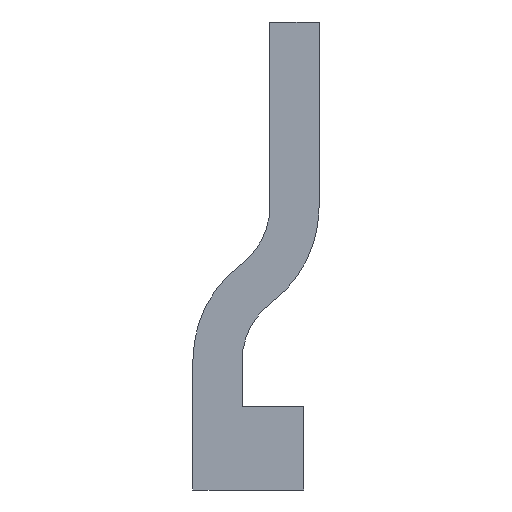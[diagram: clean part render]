
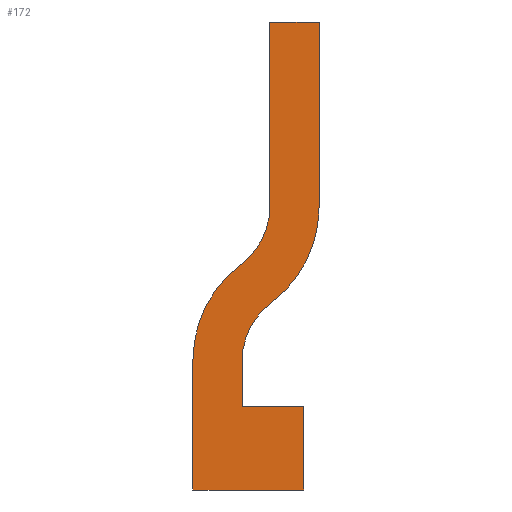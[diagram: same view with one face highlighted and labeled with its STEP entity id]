
A CAD part, front view. The second image highlights one B-rep face of the part: STEP entity #172.
In plain terms, the highlighted planar face has unit normal (0, -1, 0).
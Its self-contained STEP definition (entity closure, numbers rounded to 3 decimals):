
#4 = CARTESIAN_POINT ( 'NONE',  ( -36., 0., 0. ) ) ;
#10 = DIRECTION ( 'NONE',  ( 0., 1., 0. ) ) ;
#16 = DIRECTION ( 'NONE',  ( 0., 0., 1. ) ) ;
#17 = VECTOR ( 'NONE', #150, 1000. ) ;
#18 = VERTEX_POINT ( 'NONE', #143 ) ;
#20 = CARTESIAN_POINT ( 'NONE',  ( -11., 0., 92. ) ) ;
#22 = EDGE_CURVE ( 'NONE', #146, #253, #25, .T. ) ;
#25 = CIRCLE ( 'NONE', #70, 23.25 ) ;
#29 = LINE ( 'NONE', #34, #433 ) ;
#33 = CARTESIAN_POINT ( 'NONE',  ( -34.25, 0., 92. ) ) ;
#34 = CARTESIAN_POINT ( 'NONE',  ( -11., 0., 152. ) ) ;
#36 = CARTESIAN_POINT ( 'NONE',  ( -36., 0., 42. ) ) ;
#39 = EDGE_CURVE ( 'NONE', #75, #133, #460, .T. ) ;
#43 = LINE ( 'NONE', #395, #409 ) ;
#47 = AXIS2_PLACEMENT_3D ( 'NONE', #109, #408, #412 ) ;
#59 = ORIENTED_EDGE ( 'NONE', *, *, #300, .F. ) ;
#64 = VERTEX_POINT ( 'NONE', #228 ) ;
#66 = LINE ( 'NONE', #299, #17 ) ;
#70 = AXIS2_PLACEMENT_3D ( 'NONE', #33, #295, #71 ) ;
#71 = DIRECTION ( 'NONE',  ( 0., 0., -1. ) ) ;
#75 = VERTEX_POINT ( 'NONE', #4 ) ;
#77 = VECTOR ( 'NONE', #16, 1000. ) ;
#79 = EDGE_CURVE ( 'NONE', #360, #438, #29, .T. ) ;
#85 = ORIENTED_EDGE ( 'NONE', *, *, #39, .F. ) ;
#86 = CARTESIAN_POINT ( 'NONE',  ( -20., 0., 27. ) ) ;
#90 = VECTOR ( 'NONE', #282, 1000. ) ;
#91 = VERTEX_POINT ( 'NONE', #194 ) ;
#109 = CARTESIAN_POINT ( 'NONE',  ( -34.25, 0., 92. ) ) ;
#111 = LINE ( 'NONE', #86, #452 ) ;
#112 = EDGE_CURVE ( 'NONE', #91, #336, #339, .T. ) ;
#125 = EDGE_CURVE ( 'NONE', #472, #64, #66, .T. ) ;
#130 = EDGE_CURVE ( 'NONE', #133, #146, #422, .T. ) ;
#131 = DIRECTION ( 'NONE',  ( 0., 0., -1. ) ) ;
#133 = VERTEX_POINT ( 'NONE', #36 ) ;
#137 = LINE ( 'NONE', #396, #90 ) ;
#143 = CARTESIAN_POINT ( 'NONE',  ( 0., 0., 0. ) ) ;
#146 = VERTEX_POINT ( 'NONE', #262 ) ;
#150 = DIRECTION ( 'NONE',  ( 0., 0., -1. ) ) ;
#160 = PLANE ( 'NONE',  #473 ) ;
#161 = CARTESIAN_POINT ( 'NONE',  ( 3.25, 0., 42. ) ) ;
#163 = ORIENTED_EDGE ( 'NONE', *, *, #112, .F. ) ;
#166 = AXIS2_PLACEMENT_3D ( 'NONE', #461, #356, #131 ) ;
#172 = ADVANCED_FACE ( 'NONE', ( #474 ), #160, .F. ) ;
#175 = DIRECTION ( 'NONE',  ( 1., 0., 0. ) ) ;
#180 = ORIENTED_EDGE ( 'NONE', *, *, #231, .F. ) ;
#185 = VECTOR ( 'NONE', #260, 1000. ) ;
#186 = ORIENTED_EDGE ( 'NONE', *, *, #362, .F. ) ;
#194 = CARTESIAN_POINT ( 'NONE',  ( 5., 0., 92. ) ) ;
#204 = LINE ( 'NONE', #274, #77 ) ;
#215 = VECTOR ( 'NONE', #322, 1000. ) ;
#217 = VERTEX_POINT ( 'NONE', #385 ) ;
#218 = EDGE_CURVE ( 'NONE', #336, #472, #353, .T. ) ;
#220 = EDGE_CURVE ( 'NONE', #438, #91, #137, .T. ) ;
#228 = CARTESIAN_POINT ( 'NONE',  ( -20., 0., 27. ) ) ;
#230 = DIRECTION ( 'NONE',  ( 0., 0., 1. ) ) ;
#231 = EDGE_CURVE ( 'NONE', #253, #360, #204, .T. ) ;
#233 = ORIENTED_EDGE ( 'NONE', *, *, #22, .F. ) ;
#239 = EDGE_CURVE ( 'NONE', #64, #217, #111, .T. ) ;
#249 = CARTESIAN_POINT ( 'NONE',  ( -20., 0., 42. ) ) ;
#253 = VERTEX_POINT ( 'NONE', #20 ) ;
#260 = DIRECTION ( 'NONE',  ( 0., 0., 1. ) ) ;
#262 = CARTESIAN_POINT ( 'NONE',  ( -20.3, 0., 73.4 ) ) ;
#274 = CARTESIAN_POINT ( 'NONE',  ( -11., 0., 92. ) ) ;
#276 = CARTESIAN_POINT ( 'NONE',  ( -10.7, 0., 60.6 ) ) ;
#278 = ORIENTED_EDGE ( 'NONE', *, *, #79, .F. ) ;
#280 = DIRECTION ( 'NONE',  ( 0., 0., -1. ) ) ;
#282 = DIRECTION ( 'NONE',  ( 0., 0., -1. ) ) ;
#285 = ORIENTED_EDGE ( 'NONE', *, *, #220, .F. ) ;
#295 = DIRECTION ( 'NONE',  ( 0., -1., 0. ) ) ;
#298 = ORIENTED_EDGE ( 'NONE', *, *, #218, .F. ) ;
#299 = CARTESIAN_POINT ( 'NONE',  ( -20., 0., 42. ) ) ;
#300 = EDGE_CURVE ( 'NONE', #217, #18, #43, .T. ) ;
#314 = CARTESIAN_POINT ( 'NONE',  ( 3.25, 0., 42. ) ) ;
#322 = DIRECTION ( 'NONE',  ( -1., 0., 0. ) ) ;
#336 = VERTEX_POINT ( 'NONE', #276 ) ;
#339 = CIRCLE ( 'NONE', #47, 39.25 ) ;
#340 = DIRECTION ( 'NONE',  ( 1., 0., 0. ) ) ;
#342 = AXIS2_PLACEMENT_3D ( 'NONE', #161, #344, #230 ) ;
#344 = DIRECTION ( 'NONE',  ( 0., 1., 0. ) ) ;
#345 = LINE ( 'NONE', #394, #215 ) ;
#350 = DIRECTION ( 'NONE',  ( 0., 0., 1. ) ) ;
#353 = CIRCLE ( 'NONE', #166, 23.25 ) ;
#356 = DIRECTION ( 'NONE',  ( 0., -1., 0. ) ) ;
#358 = CARTESIAN_POINT ( 'NONE',  ( -11., 0., 152. ) ) ;
#360 = VERTEX_POINT ( 'NONE', #358 ) ;
#362 = EDGE_CURVE ( 'NONE', #18, #75, #345, .T. ) ;
#367 = CARTESIAN_POINT ( 'NONE',  ( 5., 0., 152. ) ) ;
#385 = CARTESIAN_POINT ( 'NONE',  ( 0., 0., 27. ) ) ;
#394 = CARTESIAN_POINT ( 'NONE',  ( 0., 0., 0. ) ) ;
#395 = CARTESIAN_POINT ( 'NONE',  ( 0., 0., 27. ) ) ;
#396 = CARTESIAN_POINT ( 'NONE',  ( 5., 0., 152. ) ) ;
#406 = ORIENTED_EDGE ( 'NONE', *, *, #125, .F. ) ;
#408 = DIRECTION ( 'NONE',  ( 0., 1., 0. ) ) ;
#409 = VECTOR ( 'NONE', #280, 1000. ) ;
#412 = DIRECTION ( 'NONE',  ( 0., 0., 1. ) ) ;
#417 = ORIENTED_EDGE ( 'NONE', *, *, #239, .F. ) ;
#422 = CIRCLE ( 'NONE', #342, 39.25 ) ;
#423 = EDGE_LOOP ( 'NONE', ( #59, #417, #406, #298, #163, #285, #278, #180, #233, #426, #85, #186 ) ) ;
#426 = ORIENTED_EDGE ( 'NONE', *, *, #130, .F. ) ;
#433 = VECTOR ( 'NONE', #340, 1000. ) ;
#438 = VERTEX_POINT ( 'NONE', #367 ) ;
#439 = CARTESIAN_POINT ( 'NONE',  ( -36., 0., 0. ) ) ;
#452 = VECTOR ( 'NONE', #175, 1000. ) ;
#460 = LINE ( 'NONE', #439, #185 ) ;
#461 = CARTESIAN_POINT ( 'NONE',  ( 3.25, 0., 42. ) ) ;
#472 = VERTEX_POINT ( 'NONE', #249 ) ;
#473 = AXIS2_PLACEMENT_3D ( 'NONE', #314, #10, #350 ) ;
#474 = FACE_OUTER_BOUND ( 'NONE', #423, .T. ) ;
